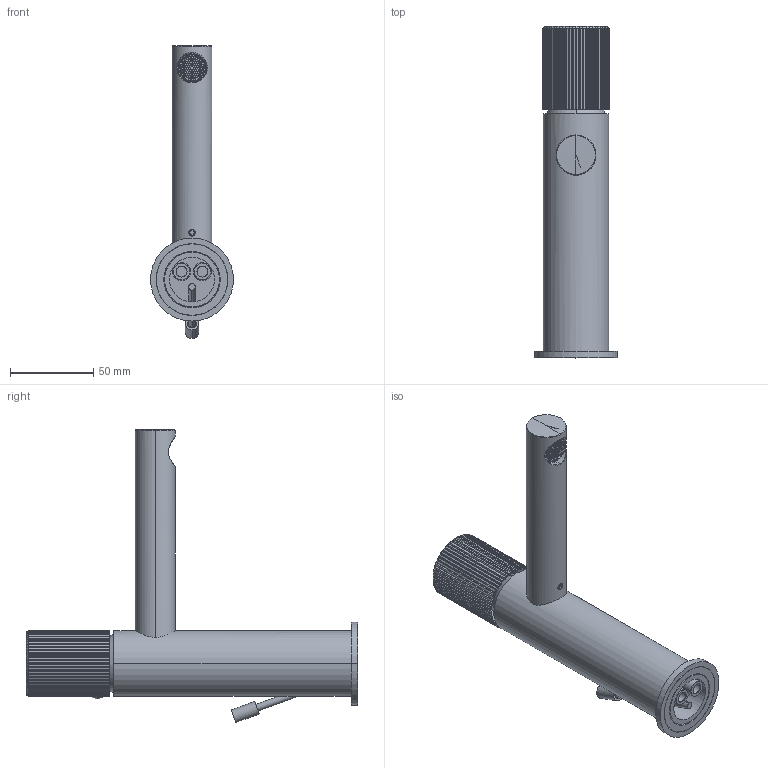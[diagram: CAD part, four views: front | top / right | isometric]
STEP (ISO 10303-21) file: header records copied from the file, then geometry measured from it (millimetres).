
FILE_DESCRIPTION((''),'2;1');
FILE_NAME('JO075CR','2021-02-02T14:53:00',('ut3'),('PAFFONI SpA'),'CREO PARAMETRIC BY PTC INC, 2020044','CREO PARAMETRIC BY PTC INC, 2020044','');
FILE_SCHEMA(('CONFIG_CONTROL_DESIGN','SHAPE_APPEARANCE_LAYERS_GROUPS'));
Length unit declared in the file: millimetre
Products named in the file (1): JO075CR
Bounding box: 50 x 199.85 x 176.38 mm (x, y, z)
Volume: 152949.7 mm3; surface area: 96782.8 mm2
Topology: 4 solids, 4 shells, 3109 faces, 8391 edges, 5343 vertices
Faces by surface type: plane 2072, cylinder 682, cone 143, bspline 127, torus 79, sphere 6
Entity records: 147516 total; most frequent: CARTESIAN_POINT 54465, ORIENTED_EDGE 16742, DIRECTION 12539, EDGE_CURVE 8371, VERTEX_POINT 5343, AXIS2_PLACEMENT_3D 4228, VECTOR 4083, LINE 4083
